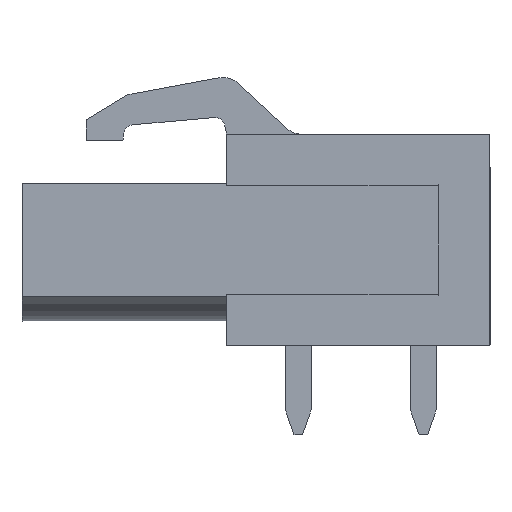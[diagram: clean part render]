
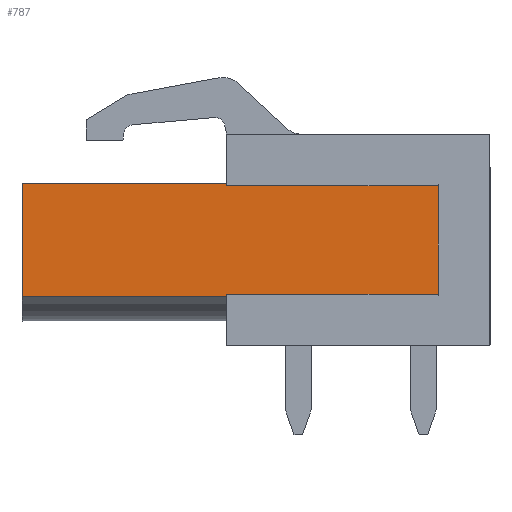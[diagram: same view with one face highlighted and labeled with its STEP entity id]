
A CAD part, front view. The second image highlights one B-rep face of the part: STEP entity #787.
In plain terms, the highlighted planar face has unit normal (0, -1, 0).
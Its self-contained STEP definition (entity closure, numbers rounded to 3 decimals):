
#787 = ADVANCED_FACE( '', ( #2139 ), #2140, .F. );
#2139 = FACE_OUTER_BOUND( '', #4237, .T. );
#2140 = PLANE( '', #4238 );
#4237 = EDGE_LOOP( '', ( #7756, #7757, #7758, #7759, #7760, #7761, #7762, #7763 ) );
#4238 = AXIS2_PLACEMENT_3D( '', #7764, #7765, #7766 );
#7756 = ORIENTED_EDGE( '', *, *, #13494, .F. );
#7757 = ORIENTED_EDGE( '', *, *, #13495, .T. );
#7758 = ORIENTED_EDGE( '', *, *, #13496, .F. );
#7759 = ORIENTED_EDGE( '', *, *, #13497, .F. );
#7760 = ORIENTED_EDGE( '', *, *, #13498, .T. );
#7761 = ORIENTED_EDGE( '', *, *, #13499, .T. );
#7762 = ORIENTED_EDGE( '', *, *, #13500, .F. );
#7763 = ORIENTED_EDGE( '', *, *, #13501, .T. );
#7764 = CARTESIAN_POINT( '', ( -1.2, 1., 4.3 ) );
#7765 = DIRECTION( '', ( 0., 1., 0. ) );
#7766 = DIRECTION( '', ( 0., 0., 1. ) );
#13494 = EDGE_CURVE( '', #15785, #15786, #15787, .T. );
#13495 = EDGE_CURVE( '', #15785, #15788, #15789, .T. );
#13496 = EDGE_CURVE( '', #15790, #15788, #15791, .T. );
#13497 = EDGE_CURVE( '', #15792, #15790, #15793, .T. );
#13498 = EDGE_CURVE( '', #15792, #15794, #15795, .T. );
#13499 = EDGE_CURVE( '', #15794, #15796, #15797, .T. );
#13500 = EDGE_CURVE( '', #15798, #15796, #15799, .T. );
#13501 = EDGE_CURVE( '', #15798, #15786, #15800, .T. );
#15785 = VERTEX_POINT( '', #19181 );
#15786 = VERTEX_POINT( '', #19182 );
#15787 = LINE( '', #19183, #19184 );
#15788 = VERTEX_POINT( '', #19185 );
#15789 = LINE( '', #19186, #19187 );
#15790 = VERTEX_POINT( '', #19188 );
#15791 = LINE( '', #19189, #19190 );
#15792 = VERTEX_POINT( '', #19191 );
#15793 = LINE( '', #19192, #19193 );
#15794 = VERTEX_POINT( '', #19194 );
#15795 = LINE( '', #19195, #19196 );
#15796 = VERTEX_POINT( '', #19197 );
#15797 = LINE( '', #19198, #19199 );
#15798 = VERTEX_POINT( '', #19200 );
#15799 = LINE( '', #19201, #19202 );
#15800 = LINE( '', #19203, #19204 );
#19181 = CARTESIAN_POINT( '', ( -1.2, 1., -2.3 ) );
#19182 = CARTESIAN_POINT( '', ( -9.5, 1., -2.3 ) );
#19183 = CARTESIAN_POINT( '', ( -1.2, 1., -2.3 ) );
#19184 = VECTOR( '', #24003, 1000. );
#19185 = CARTESIAN_POINT( '', ( -1.2, 1., -2.65 ) );
#19186 = CARTESIAN_POINT( '', ( -1.2, 1., 2.65 ) );
#19187 = VECTOR( '', #24004, 1000. );
#19188 = CARTESIAN_POINT( '', ( 7.4, 1., -2.65 ) );
#19189 = CARTESIAN_POINT( '', ( 7.4, 1., -2.65 ) );
#19190 = VECTOR( '', #24005, 1000. );
#19191 = CARTESIAN_POINT( '', ( 7.4, 1., 2.65 ) );
#19192 = CARTESIAN_POINT( '', ( 7.4, 1., 2.65 ) );
#19193 = VECTOR( '', #24006, 1000. );
#19194 = CARTESIAN_POINT( '', ( -1.2, 1., 2.65 ) );
#19195 = CARTESIAN_POINT( '', ( 7.4, 1., 2.65 ) );
#19196 = VECTOR( '', #24007, 1000. );
#19197 = CARTESIAN_POINT( '', ( -1.2, 1., 2.3 ) );
#19198 = CARTESIAN_POINT( '', ( -1.2, 1., 2.65 ) );
#19199 = VECTOR( '', #24008, 1000. );
#19200 = CARTESIAN_POINT( '', ( -9.5, 1., 2.3 ) );
#19201 = CARTESIAN_POINT( '', ( -1.2, 1., 2.3 ) );
#19202 = VECTOR( '', #24009, 1000. );
#19203 = CARTESIAN_POINT( '', ( -9.5, 1., 4.3 ) );
#19204 = VECTOR( '', #24010, 1000. );
#24003 = DIRECTION( '', ( -1., 0., 0. ) );
#24004 = DIRECTION( '', ( 0., 0., -1. ) );
#24005 = DIRECTION( '', ( -1., 0., 0. ) );
#24006 = DIRECTION( '', ( 0., 0., -1. ) );
#24007 = DIRECTION( '', ( -1., 0., 0. ) );
#24008 = DIRECTION( '', ( 0., 0., -1. ) );
#24009 = DIRECTION( '', ( 1., 0., 0. ) );
#24010 = DIRECTION( '', ( 0., 0., -1. ) );
